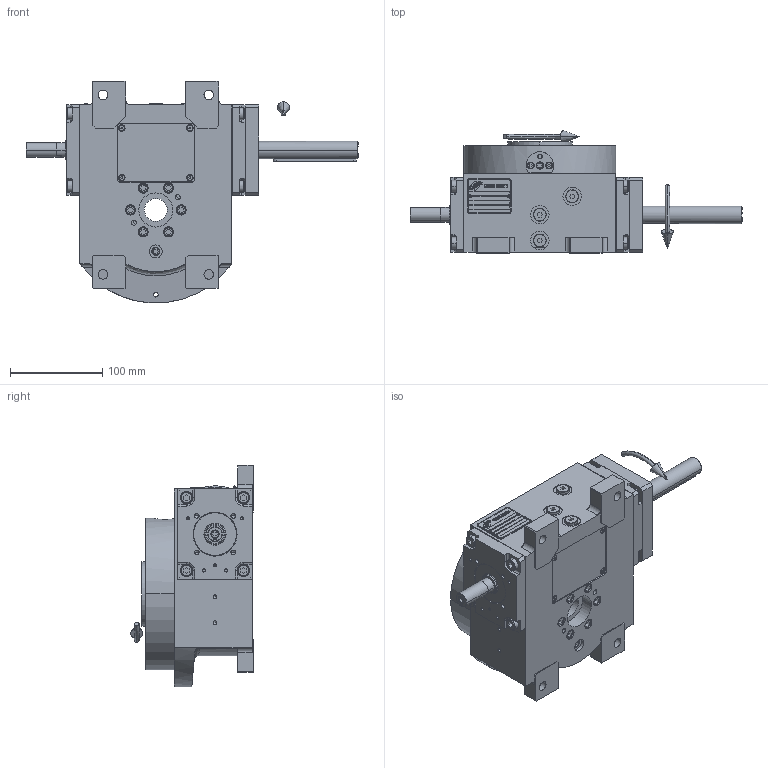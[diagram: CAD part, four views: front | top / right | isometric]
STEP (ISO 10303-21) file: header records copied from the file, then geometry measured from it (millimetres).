
FILE_DESCRIPTION (( 'STEP AP203' ), '1' );
FILE_NAME ('PC5201602.step', '2025-10-22T09:49:55', ( '' ), ( '' ), 'SwSTEP 2.0', 'SolidWorks 2020', '' );
FILE_SCHEMA (( 'CONFIG_CONTROL_DESIGN' ));
Length unit declared in the file: millimetre
Products named in the file (83): rig04_004; CFN2356_03_051.stp; cfn2107_01_001; cfn2151_01_087; CFN2104_02_017.stp; cfn2000_01_129; 900_38_30_003; cfn2000_01_151; AS_rig04_004; cfn2000_01_147; AS_rig04_071_8_m; CFN2000_01_185.stp; cfn2070_05_001; AS_900_38_30_003; rig04_002_bl_011; cfn2003_01_063; cfn2128_04_011; freccia_angolare_albero; cfn2476_01_001_48x38; PC5201602; cfn2155_01_186; RIG04_005_ASM.stp; cfn2000_01_161; rig04_071_8_m.stp; rig04_014_s_001; cfn2128_05_006; cfn2276_01_065; RIG04_005_AF0.stp; cfn2115_02_068; AS_rig04_015; RIG06_021_AF0.stp; cfn2151_01_162; olio_agip_blasia_150; CFN2203_02_001.stp; CFN2223_01-390X6-B.stp; cfn2155_01_055; cfn2115_02_213; AS_rig04_004_s_001; cfn2077_01_018; rig04_007_master ...
Assembly tree (75 placements, depth 5):
  CFN2356_03_051.stp
  cfn2151_01_087
  PC5201602
    rig04_001_a_s_012
    AS_cfn2476_01_001_48x38
      cfn2476_01_001_48x38
      cfn2107_01_001
      cfn2107_01_001
    AS_rig04_071_8_m
      rig04_071_8_m.stp
        RIG04_005_ASM.stp
          RIG04_005_AF0.stp
          RIG06_021_AF0.stp
          CFN2000_01_185.stp
          CFN2000_01_185.stp
          CFN2104_02_017.stp
        CFN2155_01_007.stp
        CFN2010_02_002.stp
      rig04_003_8
      cfn2000_01_147
      cfn2000_01_147
      cfn2000_01_147
      cfn2000_01_147
      cfn2000_01_147
      cfn2000_01_147
      cfn2000_01_147
      cfn2000_01_147
      cfn2104_01_016  x2
    AS_rig04_014_s_001
      rig04_014_s_001
      cfn2000_01_151
      cfn2000_01_151
      cfn2000_01_151
      cfn2000_01_151
      cfn2000_01_151
      cfn2000_01_151
      cfn2155_01_186
    AS_rig04_004_s_002
      rig04_004_s_002
      cfn2155_01_038
      cfn2070_05_001
      cfn2000_01_129
      cfn2000_01_129  x2
      cfn2000_01_129
    AS_rig04_004
      rig04_004
      cfn2155_01_055
      cfn2070_05_001
      cfn2000_01_129  x2
      cfn2000_01_129
      cfn2000_01_129
    AS_rig04_002_bl_011
      rig04_002_bl_011
      cfn2115_02_068
    AS_rig04_004_s_001
      rig04_004_s_001
      cfn2000_01_129
      cfn2000_01_129
      cfn2000_01_129  x2
    cfn2128_04_011
Bounding box: 360.5 x 133 x 240.95 mm (x, y, z)
Volume: 1431824.5 mm3; surface area: 452218.8 mm2
Topology: 78 solids, 78 shells, 2217 faces, 5374 edges, 3440 vertices
Faces by surface type: plane 1132, cylinder 691, cone 373, torus 14, sphere 6, bspline 1
Entity records: 72561 total; most frequent: CARTESIAN_POINT 13581, DIRECTION 10666, ORIENTED_EDGE 10138, EDGE_CURVE 5069, AXIS2_PLACEMENT_3D 3691, VERTEX_POINT 3295, VECTOR 3284, LINE 3284
